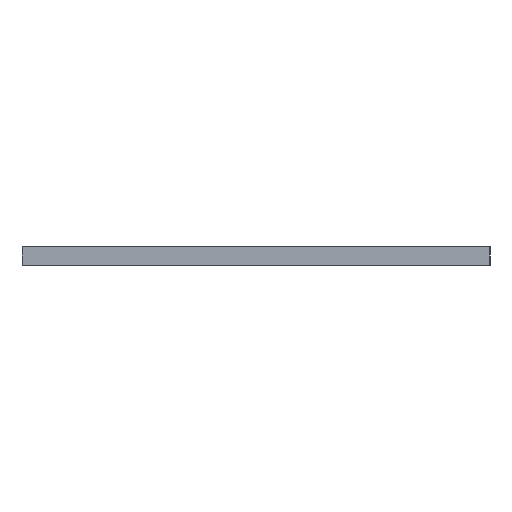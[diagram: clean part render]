
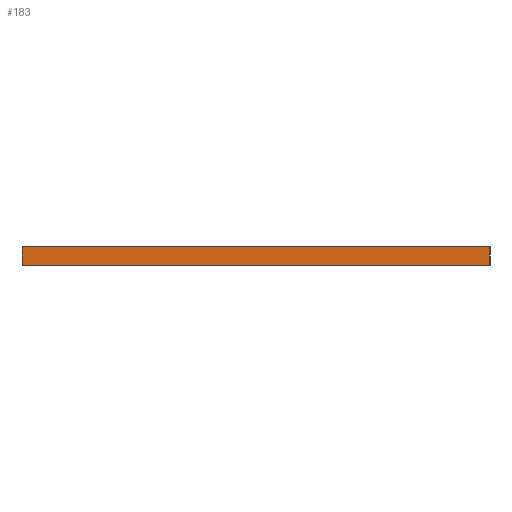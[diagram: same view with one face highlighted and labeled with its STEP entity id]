
A CAD part, left-side view. The second image highlights one B-rep face of the part: STEP entity #183.
In plain terms, the highlighted planar face has unit normal (-1, 0, 0).
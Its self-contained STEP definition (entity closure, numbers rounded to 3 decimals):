
#183=ADVANCED_FACE('',(#364),#365,.T.);
#364=FACE_OUTER_BOUND('',#574,.T.);
#365=PLANE('',#575);
#574=EDGE_LOOP('',(#1033,#1034,#1035,#1036));
#575=AXIS2_PLACEMENT_3D('',#1037,#1038,#1039);
#1033=ORIENTED_EDGE('',*,*,#1379,.T.);
#1034=ORIENTED_EDGE('',*,*,#1380,.F.);
#1035=ORIENTED_EDGE('',*,*,#1381,.F.);
#1036=ORIENTED_EDGE('',*,*,#1375,.T.);
#1037=CARTESIAN_POINT('',(-145.348,-39.867,8.0));
#1038=DIRECTION('',(-1.0,0.0,0.0));
#1039=DIRECTION('',(0.0,1.0,0.0));
#1375=EDGE_CURVE('',#1696,#1694,#1697,.T.);
#1379=EDGE_CURVE('',#1694,#1702,#1703,.T.);
#1380=EDGE_CURVE('',#1704,#1702,#1705,.T.);
#1381=EDGE_CURVE('',#1696,#1704,#1706,.T.);
#1694=VERTEX_POINT('',#2135);
#1696=VERTEX_POINT('',#2138);
#1697=LINE('',#2139,#2140);
#1702=VERTEX_POINT('',#2147);
#1703=LINE('',#2148,#2149);
#1704=VERTEX_POINT('',#2150);
#1705=LINE('',#2151,#2152);
#1706=LINE('',#2153,#2154);
#2135=CARTESIAN_POINT('',(-145.348,62.633,0.0));
#2138=CARTESIAN_POINT('',(-145.348,62.633,8.0));
#2139=CARTESIAN_POINT('',(-145.348,62.633,8.0));
#2140=VECTOR('',#2395,1.0);
#2147=CARTESIAN_POINT('',(-145.348,-142.367,0.0));
#2148=CARTESIAN_POINT('',(-145.348,62.633,0.0));
#2149=VECTOR('',#2398,1.0);
#2150=CARTESIAN_POINT('',(-145.348,-142.367,8.0));
#2151=CARTESIAN_POINT('',(-145.348,-142.367,8.0));
#2152=VECTOR('',#2399,1.0);
#2153=CARTESIAN_POINT('',(-145.348,62.633,8.0));
#2154=VECTOR('',#2400,1.0);
#2395=DIRECTION('',(0.0,0.0,-1.0));
#2398=DIRECTION('',(0.0,-1.0,0.0));
#2399=DIRECTION('',(0.0,0.0,-1.0));
#2400=DIRECTION('',(0.0,-1.0,0.0));
